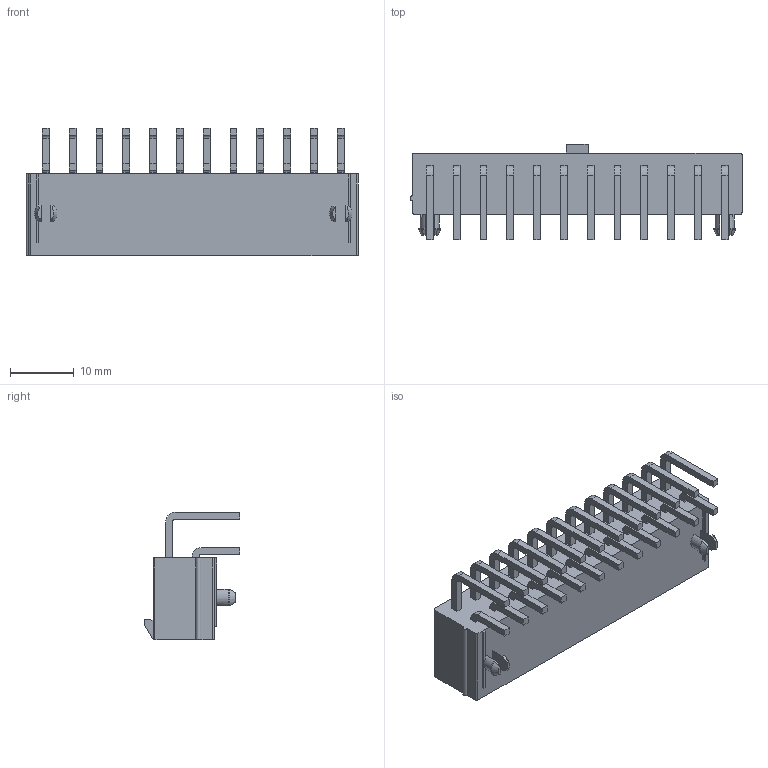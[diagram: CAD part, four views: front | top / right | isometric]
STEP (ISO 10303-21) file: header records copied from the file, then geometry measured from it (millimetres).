
FILE_DESCRIPTION(('FreeCAD Model'),'2;1');
FILE_NAME('ATX.stp', '2016-03-21T18:55:24',('Author'),(''), 'Open CASCADE STEP processor 6.8','FreeCAD','Unknown');
FILE_SCHEMA(('AUTOMOTIVE_DESIGN_CC2 { 1 2 10303 214 -1 1 5 4 }'));
Length unit declared in the file: millimetre
Products named in the file (1): ATX_BREAKOUT_BOARD_ASSY_ASM002
Bounding box: 52 x 15 x 19.93 mm (x, y, z)
Volume: 3742.1 mm3; surface area: 7443.5 mm2
Topology: 1 solids, 1 shells, 549 faces, 1399 edges, 926 vertices
Faces by surface type: plane 484, cylinder 61, cone 4
Entity records: 40675 total; most frequent: CARTESIAN_POINT 12573, DIRECTION 5081, LINE 3651, VECTOR 3651, ORIENTED_EDGE 2798, PCURVE 2798, DEFINITIONAL_REPRESENTATION 2798, EDGE_CURVE 1399
